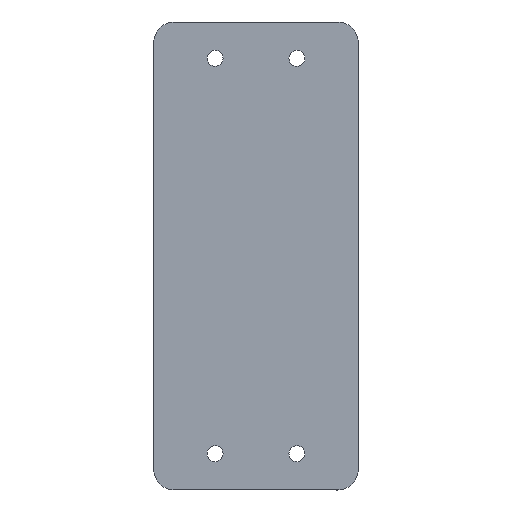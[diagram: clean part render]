
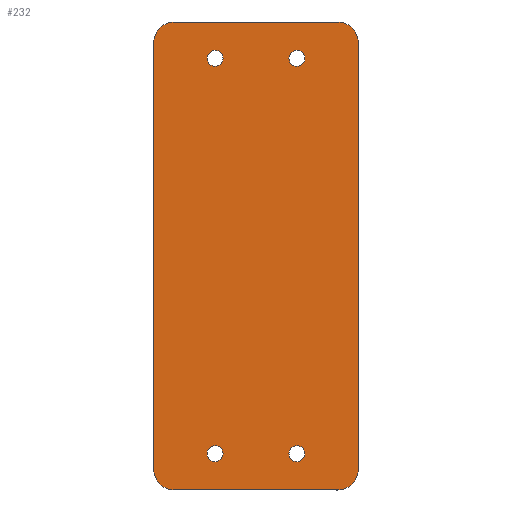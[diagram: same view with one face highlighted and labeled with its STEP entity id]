
A CAD part, top view. The second image highlights one B-rep face of the part: STEP entity #232.
In plain terms, the highlighted planar face has unit normal (0, 0, 1).
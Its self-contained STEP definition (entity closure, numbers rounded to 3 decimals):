
#48=AXIS2_PLACEMENT_3D('Circle Axis2P3D',#46,#47,$) ;
#87=AXIS2_PLACEMENT_3D('Circle Axis2P3D',#85,#86,$) ;
#106=AXIS2_PLACEMENT_3D('Plane Axis2P3D',#103,#104,#105) ;
#119=AXIS2_PLACEMENT_3D('Circle Axis2P3D',#117,#118,$) ;
#133=AXIS2_PLACEMENT_3D('Circle Axis2P3D',#131,#132,$) ;
#147=AXIS2_PLACEMENT_3D('Circle Axis2P3D',#145,#146,$) ;
#161=AXIS2_PLACEMENT_3D('Circle Axis2P3D',#159,#160,$) ;
#180=AXIS2_PLACEMENT_3D('Circle Axis2P3D',#178,#179,$) ;
#189=AXIS2_PLACEMENT_3D('Circle Axis2P3D',#187,#188,$) ;
#198=AXIS2_PLACEMENT_3D('Circle Axis2P3D',#196,#197,$) ;
#207=AXIS2_PLACEMENT_3D('Circle Axis2P3D',#205,#206,$) ;
#216=AXIS2_PLACEMENT_3D('Circle Axis2P3D',#214,#215,$) ;
#225=AXIS2_PLACEMENT_3D('Circle Axis2P3D',#223,#224,$) ;
#41=CARTESIAN_POINT('Vertex',(29.964,7.161,3.85)) ;
#46=CARTESIAN_POINT('Axis2P3D Location',(31.5,8.,3.85)) ;
#50=CARTESIAN_POINT('Vertex',(33.036,8.839,3.85)) ;
#85=CARTESIAN_POINT('Axis2P3D Location',(31.5,8.,3.85)) ;
#103=CARTESIAN_POINT('Axis2P3D Location',(0.,0.,3.85)) ;
#108=CARTESIAN_POINT('Line Origine',(45.,51.5,3.85)) ;
#112=CARTESIAN_POINT('Vertex',(45.,4.5,3.85)) ;
#114=CARTESIAN_POINT('Vertex',(45.,98.5,3.85)) ;
#117=CARTESIAN_POINT('Axis2P3D Location',(40.5,98.5,3.85)) ;
#121=CARTESIAN_POINT('Vertex',(40.5,103.,3.85)) ;
#124=CARTESIAN_POINT('Line Origine',(22.5,103.,3.85)) ;
#128=CARTESIAN_POINT('Vertex',(4.5,103.,3.85)) ;
#131=CARTESIAN_POINT('Axis2P3D Location',(4.5,98.5,3.85)) ;
#135=CARTESIAN_POINT('Vertex',(0.,98.5,3.85)) ;
#138=CARTESIAN_POINT('Line Origine',(0.,51.5,3.85)) ;
#142=CARTESIAN_POINT('Vertex',(0.,4.5,3.85)) ;
#145=CARTESIAN_POINT('Axis2P3D Location',(4.5,4.5,3.85)) ;
#149=CARTESIAN_POINT('Vertex',(4.5,0.,3.85)) ;
#152=CARTESIAN_POINT('Line Origine',(22.5,0.,3.85)) ;
#156=CARTESIAN_POINT('Vertex',(40.5,0.,3.85)) ;
#159=CARTESIAN_POINT('Axis2P3D Location',(40.5,4.5,3.85)) ;
#178=CARTESIAN_POINT('Axis2P3D Location',(13.5,8.,3.85)) ;
#182=CARTESIAN_POINT('Vertex',(11.964,7.161,3.85)) ;
#184=CARTESIAN_POINT('Vertex',(15.036,8.839,3.85)) ;
#187=CARTESIAN_POINT('Axis2P3D Location',(13.5,8.,3.85)) ;
#196=CARTESIAN_POINT('Axis2P3D Location',(31.5,95.,3.85)) ;
#200=CARTESIAN_POINT('Vertex',(29.964,94.161,3.85)) ;
#202=CARTESIAN_POINT('Vertex',(33.036,95.839,3.85)) ;
#205=CARTESIAN_POINT('Axis2P3D Location',(31.5,95.,3.85)) ;
#214=CARTESIAN_POINT('Axis2P3D Location',(13.5,95.,3.85)) ;
#218=CARTESIAN_POINT('Vertex',(11.964,94.161,3.85)) ;
#220=CARTESIAN_POINT('Vertex',(15.036,95.839,3.85)) ;
#223=CARTESIAN_POINT('Axis2P3D Location',(13.5,95.,3.85)) ;
#47=DIRECTION('Axis2P3D Direction',(-0.,0.,1.)) ;
#86=DIRECTION('Axis2P3D Direction',(-0.,0.,1.)) ;
#104=DIRECTION('Axis2P3D Direction',(0.,0.,1.)) ;
#105=DIRECTION('Axis2P3D XDirection',(1.,0.,0.)) ;
#109=DIRECTION('Vector Direction',(0.,1.,0.)) ;
#118=DIRECTION('Axis2P3D Direction',(0.,0.,1.)) ;
#125=DIRECTION('Vector Direction',(-1.,0.,0.)) ;
#132=DIRECTION('Axis2P3D Direction',(0.,0.,1.)) ;
#139=DIRECTION('Vector Direction',(0.,-1.,0.)) ;
#146=DIRECTION('Axis2P3D Direction',(0.,0.,1.)) ;
#153=DIRECTION('Vector Direction',(1.,0.,0.)) ;
#160=DIRECTION('Axis2P3D Direction',(0.,0.,1.)) ;
#179=DIRECTION('Axis2P3D Direction',(0.,0.,1.)) ;
#188=DIRECTION('Axis2P3D Direction',(0.,0.,1.)) ;
#197=DIRECTION('Axis2P3D Direction',(0.,0.,1.)) ;
#206=DIRECTION('Axis2P3D Direction',(0.,0.,1.)) ;
#215=DIRECTION('Axis2P3D Direction',(0.,0.,1.)) ;
#224=DIRECTION('Axis2P3D Direction',(0.,0.,1.)) ;
#110=VECTOR('Line Direction',#109,1.) ;
#126=VECTOR('Line Direction',#125,1.) ;
#140=VECTOR('Line Direction',#139,1.) ;
#154=VECTOR('Line Direction',#153,1.) ;
#165=ORIENTED_EDGE('',*,*,#116,.T.) ;
#166=ORIENTED_EDGE('',*,*,#123,.F.) ;
#167=ORIENTED_EDGE('',*,*,#130,.T.) ;
#168=ORIENTED_EDGE('',*,*,#137,.F.) ;
#169=ORIENTED_EDGE('',*,*,#144,.T.) ;
#170=ORIENTED_EDGE('',*,*,#151,.F.) ;
#171=ORIENTED_EDGE('',*,*,#158,.T.) ;
#172=ORIENTED_EDGE('',*,*,#163,.F.) ;
#175=ORIENTED_EDGE('',*,*,#89,.F.) ;
#176=ORIENTED_EDGE('',*,*,#52,.F.) ;
#193=ORIENTED_EDGE('',*,*,#186,.F.) ;
#194=ORIENTED_EDGE('',*,*,#191,.F.) ;
#211=ORIENTED_EDGE('',*,*,#204,.F.) ;
#212=ORIENTED_EDGE('',*,*,#209,.F.) ;
#229=ORIENTED_EDGE('',*,*,#222,.F.) ;
#230=ORIENTED_EDGE('',*,*,#227,.F.) ;
#177=FACE_BOUND('',#174,.T.) ;
#195=FACE_BOUND('',#192,.T.) ;
#213=FACE_BOUND('',#210,.T.) ;
#231=FACE_BOUND('',#228,.T.) ;
#232=ADVANCED_FACE('Hauptkoerper',(#173,#177,#195,#213,#231),#107,.T.) ;
#49=CIRCLE('generated circle',#48,1.75) ;
#88=CIRCLE('generated circle',#87,1.75) ;
#120=CIRCLE('generated circle',#119,4.5) ;
#134=CIRCLE('generated circle',#133,4.5) ;
#148=CIRCLE('generated circle',#147,4.5) ;
#162=CIRCLE('generated circle',#161,4.5) ;
#181=CIRCLE('generated circle',#180,1.75) ;
#190=CIRCLE('generated circle',#189,1.75) ;
#199=CIRCLE('generated circle',#198,1.75) ;
#208=CIRCLE('generated circle',#207,1.75) ;
#217=CIRCLE('generated circle',#216,1.75) ;
#226=CIRCLE('generated circle',#225,1.75) ;
#52=EDGE_CURVE('',#42,#51,#49,.T.) ;
#89=EDGE_CURVE('',#51,#42,#88,.T.) ;
#116=EDGE_CURVE('',#113,#115,#111,.T.) ;
#123=EDGE_CURVE('',#122,#115,#120,.F.) ;
#130=EDGE_CURVE('',#122,#129,#127,.T.) ;
#137=EDGE_CURVE('',#136,#129,#134,.F.) ;
#144=EDGE_CURVE('',#136,#143,#141,.T.) ;
#151=EDGE_CURVE('',#150,#143,#148,.F.) ;
#158=EDGE_CURVE('',#150,#157,#155,.T.) ;
#163=EDGE_CURVE('',#113,#157,#162,.F.) ;
#186=EDGE_CURVE('',#183,#185,#181,.T.) ;
#191=EDGE_CURVE('',#185,#183,#190,.T.) ;
#204=EDGE_CURVE('',#201,#203,#199,.T.) ;
#209=EDGE_CURVE('',#203,#201,#208,.T.) ;
#222=EDGE_CURVE('',#219,#221,#217,.T.) ;
#227=EDGE_CURVE('',#221,#219,#226,.T.) ;
#164=EDGE_LOOP('',(#165,#166,#167,#168,#169,#170,#171,#172)) ;
#174=EDGE_LOOP('',(#175,#176)) ;
#192=EDGE_LOOP('',(#193,#194)) ;
#210=EDGE_LOOP('',(#211,#212)) ;
#228=EDGE_LOOP('',(#229,#230)) ;
#173=FACE_OUTER_BOUND('',#164,.T.) ;
#111=LINE('Line',#108,#110) ;
#127=LINE('Line',#124,#126) ;
#141=LINE('Line',#138,#140) ;
#155=LINE('Line',#152,#154) ;
#107=PLANE('',#106) ;
#42=VERTEX_POINT('',#41) ;
#51=VERTEX_POINT('',#50) ;
#113=VERTEX_POINT('',#112) ;
#115=VERTEX_POINT('',#114) ;
#122=VERTEX_POINT('',#121) ;
#129=VERTEX_POINT('',#128) ;
#136=VERTEX_POINT('',#135) ;
#143=VERTEX_POINT('',#142) ;
#150=VERTEX_POINT('',#149) ;
#157=VERTEX_POINT('',#156) ;
#183=VERTEX_POINT('',#182) ;
#185=VERTEX_POINT('',#184) ;
#201=VERTEX_POINT('',#200) ;
#203=VERTEX_POINT('',#202) ;
#219=VERTEX_POINT('',#218) ;
#221=VERTEX_POINT('',#220) ;
